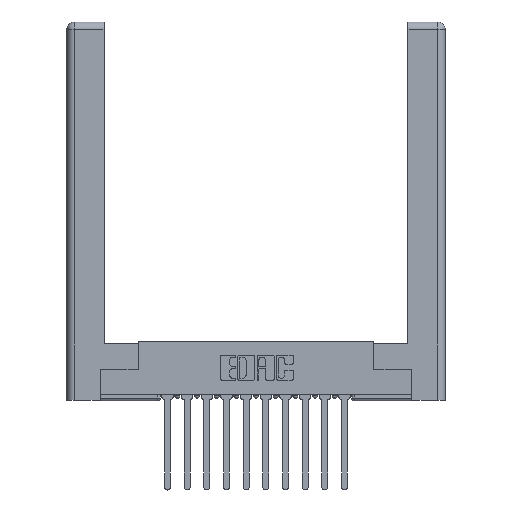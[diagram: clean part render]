
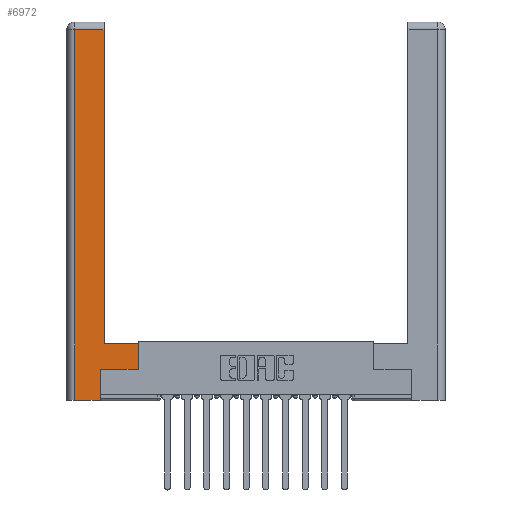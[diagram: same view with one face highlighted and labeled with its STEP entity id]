
A CAD part, top view. The second image highlights one B-rep face of the part: STEP entity #6972.
In plain terms, the highlighted planar face has unit normal (0, 0, 1).
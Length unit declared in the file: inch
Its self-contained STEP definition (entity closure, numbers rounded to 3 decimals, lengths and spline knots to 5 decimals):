
#500 = ORIENTED_EDGE ( 'NONE', *, *, #6036, .T. ) ;
#646 = EDGE_CURVE ( 'NONE', #1316, #7974, #8734, .T. ) ;
#782 = VECTOR ( 'NONE', #10344, 39.37008 ) ;
#1216 = FACE_OUTER_BOUND ( 'NONE', #2097, .T. ) ;
#1316 = VERTEX_POINT ( 'NONE', #7124 ) ;
#1413 = LINE ( 'NONE', #6666, #6861 ) ;
#1596 = VECTOR ( 'NONE', #2908, 39.37008 ) ;
#2000 = AXIS2_PLACEMENT_3D ( 'NONE', #14903, #13746, #4437 ) ;
#2005 = EDGE_CURVE ( 'NONE', #12053, #9331, #14361, .T. ) ;
#2097 = EDGE_LOOP ( 'NONE', ( #13773, #12710, #12137, #13279, #6290, #5970, #500, #10737 ) ) ;
#2539 = CARTESIAN_POINT ( 'NONE',  ( 0.0615, 2.94, 0. ) ) ;
#2908 = DIRECTION ( 'NONE',  ( -1., 0., 0. ) ) ;
#3517 = VERTEX_POINT ( 'NONE', #14119 ) ;
#3577 = DIRECTION ( 'NONE',  ( 0., -1., 0. ) ) ;
#3601 = VERTEX_POINT ( 'NONE', #13074 ) ;
#4237 = VECTOR ( 'NONE', #9757, 39.37008 ) ;
#4386 = VERTEX_POINT ( 'NONE', #11496 ) ;
#4437 = DIRECTION ( 'NONE',  ( -1., 0., 0. ) ) ;
#5363 = CARTESIAN_POINT ( 'NONE',  ( 0.295, 0.45, 0. ) ) ;
#5970 = ORIENTED_EDGE ( 'NONE', *, *, #10286, .T. ) ;
#6033 = CARTESIAN_POINT ( 'NONE',  ( 0.565, 0.45, 0. ) ) ;
#6036 = EDGE_CURVE ( 'NONE', #3517, #12053, #6212, .T. ) ;
#6212 = LINE ( 'NONE', #6033, #15130 ) ;
#6290 = ORIENTED_EDGE ( 'NONE', *, *, #9546, .T. ) ;
#6506 = CARTESIAN_POINT ( 'NONE',  ( 0.295, 0.45, 0. ) ) ;
#6584 = VECTOR ( 'NONE', #8114, 39.37008 ) ;
#6604 = LINE ( 'NONE', #9829, #14983 ) ;
#6666 = CARTESIAN_POINT ( 'NONE',  ( 0.0615, 0., 0. ) ) ;
#6861 = VECTOR ( 'NONE', #3577, 39.37008 ) ;
#6972 = ADVANCED_FACE ( 'NONE', ( #1216 ), #8017, .F. ) ;
#7124 = CARTESIAN_POINT ( 'NONE',  ( 0.295, 2.94, 0. ) ) ;
#7784 = CARTESIAN_POINT ( 'NONE',  ( 0.565, 0.45, 0. ) ) ;
#7974 = VERTEX_POINT ( 'NONE', #13498 ) ;
#7987 = VECTOR ( 'NONE', #13057, 39.37008 ) ;
#8017 = PLANE ( 'NONE',  #2000 ) ;
#8114 = DIRECTION ( 'NONE',  ( 0., 1., 0. ) ) ;
#8734 = LINE ( 'NONE', #2539, #7987 ) ;
#9331 = VERTEX_POINT ( 'NONE', #5363 ) ;
#9390 = CARTESIAN_POINT ( 'NONE',  ( 0.295, 3., 0. ) ) ;
#9546 = EDGE_CURVE ( 'NONE', #12147, #3601, #13732, .T. ) ;
#9730 = EDGE_CURVE ( 'NONE', #4386, #12147, #6604, .T. ) ;
#9757 = DIRECTION ( 'NONE',  ( 1., 0., 0. ) ) ;
#9829 = CARTESIAN_POINT ( 'NONE',  ( 0.265, 0., 0. ) ) ;
#10286 = EDGE_CURVE ( 'NONE', #3601, #3517, #13538, .T. ) ;
#10344 = DIRECTION ( 'NONE',  ( 0., 1., 0. ) ) ;
#10737 = ORIENTED_EDGE ( 'NONE', *, *, #2005, .T. ) ;
#10777 = DIRECTION ( 'NONE',  ( 0., 1., 0. ) ) ;
#10912 = DIRECTION ( 'NONE',  ( 1., 0., 0. ) ) ;
#11438 = CARTESIAN_POINT ( 'NONE',  ( 0.265, 0., 0. ) ) ;
#11496 = CARTESIAN_POINT ( 'NONE',  ( 0.0615, 0., 0. ) ) ;
#11922 = CARTESIAN_POINT ( 'NONE',  ( 0.565, 0.245, 0. ) ) ;
#12053 = VERTEX_POINT ( 'NONE', #7784 ) ;
#12088 = LINE ( 'NONE', #9390, #6584 ) ;
#12137 = ORIENTED_EDGE ( 'NONE', *, *, #14905, .T. ) ;
#12147 = VERTEX_POINT ( 'NONE', #11438 ) ;
#12658 = CARTESIAN_POINT ( 'NONE',  ( 0.265, 0.245, 0. ) ) ;
#12710 = ORIENTED_EDGE ( 'NONE', *, *, #646, .T. ) ;
#12765 = EDGE_CURVE ( 'NONE', #9331, #1316, #12088, .T. ) ;
#13057 = DIRECTION ( 'NONE',  ( -1., 0., 0. ) ) ;
#13074 = CARTESIAN_POINT ( 'NONE',  ( 0.265, 0.245, 0. ) ) ;
#13279 = ORIENTED_EDGE ( 'NONE', *, *, #9730, .T. ) ;
#13498 = CARTESIAN_POINT ( 'NONE',  ( 0.0615, 2.94, 0. ) ) ;
#13538 = LINE ( 'NONE', #11922, #4237 ) ;
#13732 = LINE ( 'NONE', #12658, #782 ) ;
#13746 = DIRECTION ( 'NONE',  ( 0., 0., -1. ) ) ;
#13773 = ORIENTED_EDGE ( 'NONE', *, *, #12765, .T. ) ;
#14119 = CARTESIAN_POINT ( 'NONE',  ( 0.565, 0.245, 0. ) ) ;
#14361 = LINE ( 'NONE', #6506, #1596 ) ;
#14903 = CARTESIAN_POINT ( 'NONE',  ( 0., 0., 0. ) ) ;
#14905 = EDGE_CURVE ( 'NONE', #7974, #4386, #1413, .T. ) ;
#14983 = VECTOR ( 'NONE', #10912, 39.37008 ) ;
#15130 = VECTOR ( 'NONE', #10777, 39.37008 ) ;
